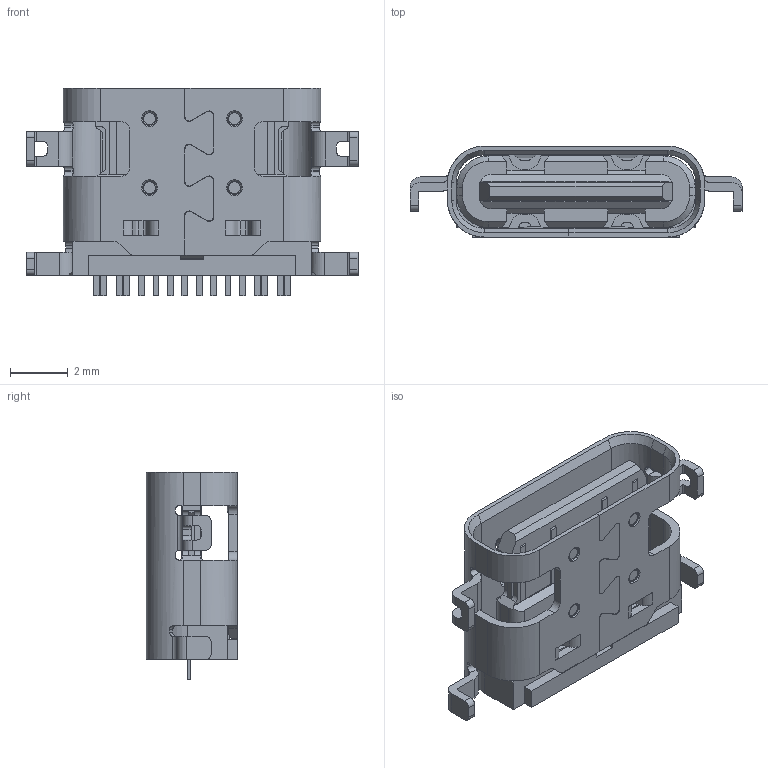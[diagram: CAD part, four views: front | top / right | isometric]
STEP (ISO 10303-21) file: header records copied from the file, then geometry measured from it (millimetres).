
FILE_DESCRIPTION (( 'STEP AP214' ), '1' );
FILE_NAME ('USB4510-03-1-A_revA.STEP', '2021-07-02T08:43:49', ( '' ), ( '' ), 'SwSTEP 2.0', 'SolidWorks 2021', '' );
FILE_SCHEMA (( 'AUTOMOTIVE_DESIGN' ));
Length unit declared in the file: millimetre
Products named in the file (2): USB4510; USB4510-03-1-A_revA
Assembly tree (1 placements, depth 2):
  USB4510-03-1-A_revA
    USB4510
Bounding box: 11.54 x 3.18 x 7.2 mm (x, y, z)
Volume: 94.3 mm3; surface area: 431.9 mm2
Topology: 1 solids, 1 shells, 728 faces, 2113 edges, 1372 vertices
Faces by surface type: plane 511, cylinder 175, cone 22, bspline 12, torus 8
Entity records: 27940 total; most frequent: CARTESIAN_POINT 5532, ORIENTED_EDGE 4226, DIRECTION 3710, EDGE_CURVE 2113, VECTOR 1534, LINE 1534, VERTEX_POINT 1372, AXIS2_PLACEMENT_3D 1088
